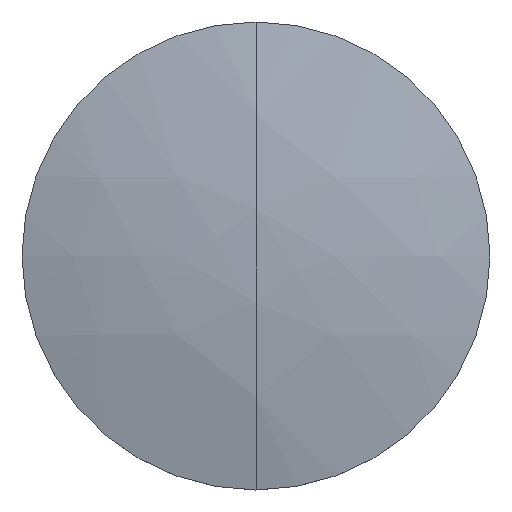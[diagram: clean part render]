
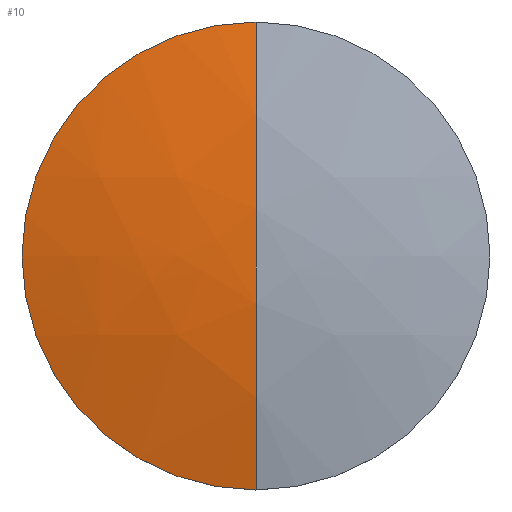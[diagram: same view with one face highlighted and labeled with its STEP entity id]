
A CAD part, top view. The second image highlights one B-rep face of the part: STEP entity #10.
In plain terms, the highlighted free-form (B-spline) face has degree [3, 3] with [4, 4] control points.
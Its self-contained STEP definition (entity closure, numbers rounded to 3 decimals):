
#4 = DIRECTION ( 'NONE',  ( 0., 0., -1. ) ) ;
#10 = ADVANCED_FACE ( 'NONE', ( #188 ), #226, .T. ) ;
#19 = VERTEX_POINT ( 'NONE', #23 ) ;
#23 = CARTESIAN_POINT ( 'NONE',  ( 0., -25.4, 5.297 ) ) ;
#33 = EDGE_LOOP ( 'NONE', ( #139, #42, #89 ) ) ;
#41 = CARTESIAN_POINT ( 'NONE',  ( 0., 8.753, 9.617 ) ) ;
#42 = ORIENTED_EDGE ( 'NONE', *, *, #135, .T. ) ;
#44 = DIRECTION ( 'NONE',  ( 1., 0., 0. ) ) ;
#55 = VERTEX_POINT ( 'NONE', #231 ) ;
#62 = CARTESIAN_POINT ( 'NONE',  ( -24.73, -25.698, 2.082 ) ) ;
#63 = CARTESIAN_POINT ( 'NONE',  ( -8.354, -25.698, 5.22 ) ) ;
#71 = EDGE_CURVE ( 'NONE', #116, #55, #248, .T. ) ;
#79 = CIRCLE ( 'NONE', #167, 102.3 ) ;
#85 = CARTESIAN_POINT ( 'NONE',  ( -17.38, -8.753, 8.519 ) ) ;
#89 = ORIENTED_EDGE ( 'NONE', *, *, #71, .F. ) ;
#112 = CARTESIAN_POINT ( 'NONE',  ( -8.354, 25.698, 5.22 ) ) ;
#116 = VERTEX_POINT ( 'NONE', #232 ) ;
#121 = DIRECTION ( 'NONE',  ( -1., 0., 0. ) ) ;
#132 = CARTESIAN_POINT ( 'NONE',  ( -25.828, 8.753, 6.34 ) ) ;
#134 = CARTESIAN_POINT ( 'NONE',  ( -16.641, 25.698, 4.168 ) ) ;
#135 = EDGE_CURVE ( 'NONE', #19, #55, #79, .T. ) ;
#136 = CARTESIAN_POINT ( 'NONE',  ( 0., -8.753, 9.617 ) ) ;
#138 = CARTESIAN_POINT ( 'NONE',  ( -24.73, 25.698, 2.082 ) ) ;
#139 = ORIENTED_EDGE ( 'NONE', *, *, #238, .F. ) ;
#155 = CIRCLE ( 'NONE', #198, 25.4 ) ;
#161 = CARTESIAN_POINT ( 'NONE',  ( -8.725, -8.753, 9.617 ) ) ;
#166 = AXIS2_PLACEMENT_3D ( 'NONE', #252, #4, #44 ) ;
#167 = AXIS2_PLACEMENT_3D ( 'NONE', #189, #121, #279 ) ;
#174 = DIRECTION ( 'NONE',  ( 1., 0., 0. ) ) ;
#183 = CARTESIAN_POINT ( 'NONE',  ( -16.641, -25.698, 4.168 ) ) ;
#184 = CARTESIAN_POINT ( 'NONE',  ( -8.725, 8.753, 9.617 ) ) ;
#186 = CARTESIAN_POINT ( 'NONE',  ( 0., 25.698, 5.22 ) ) ;
#188 = FACE_OUTER_BOUND ( 'NONE', #33, .T. ) ;
#189 = CARTESIAN_POINT ( 'NONE',  ( 0., 0., -93.8 ) ) ;
#193 = DIRECTION ( 'NONE',  ( 0., 0., -1. ) ) ;
#198 = AXIS2_PLACEMENT_3D ( 'NONE', #217, #193, #174 ) ;
#206 = CARTESIAN_POINT ( 'NONE',  ( -25.828, -8.753, 6.34 ) ) ;
#207 = CARTESIAN_POINT ( 'NONE',  ( 0., -25.698, 5.22 ) ) ;
#217 = CARTESIAN_POINT ( 'NONE',  ( 0., 0., 5.297 ) ) ;
#226 =( BOUNDED_SURFACE ( )  B_SPLINE_SURFACE ( 3, 3, ( 
 ( #207, #63, #183, #62 ),
 ( #136, #161, #85, #206 ),
 ( #41, #184, #228, #132 ),
 ( #186, #112, #134, #138 ) ),
 .UNSPECIFIED., .F., .F., .T. ) 
 B_SPLINE_SURFACE_WITH_KNOTS ( ( 4, 4 ),
 ( 4, 4 ),
 ( 0., 1. ),
 ( 0., 1. ),
 .UNSPECIFIED. ) 
 GEOMETRIC_REPRESENTATION_ITEM ( )  RATIONAL_B_SPLINE_SURFACE ( (
 ( 1., 0.995, 0.995, 1.),
 ( 0.979, 0.973, 0.973, 0.979),
 ( 0.979, 0.973, 0.973, 0.979),
 ( 1., 0.995, 0.995, 1.) ) ) 
 REPRESENTATION_ITEM ( '' )  SURFACE ( )  );
#228 = CARTESIAN_POINT ( 'NONE',  ( -17.38, 8.753, 8.519 ) ) ;
#231 = CARTESIAN_POINT ( 'NONE',  ( 0., 25.4, 5.297 ) ) ;
#232 = CARTESIAN_POINT ( 'NONE',  ( -25.4, 0., 5.297 ) ) ;
#238 = EDGE_CURVE ( 'NONE', #19, #116, #155, .T. ) ;
#248 = CIRCLE ( 'NONE', #166, 25.4 ) ;
#252 = CARTESIAN_POINT ( 'NONE',  ( 0., 0., 5.297 ) ) ;
#279 = DIRECTION ( 'NONE',  ( 0., -1., 0. ) ) ;
